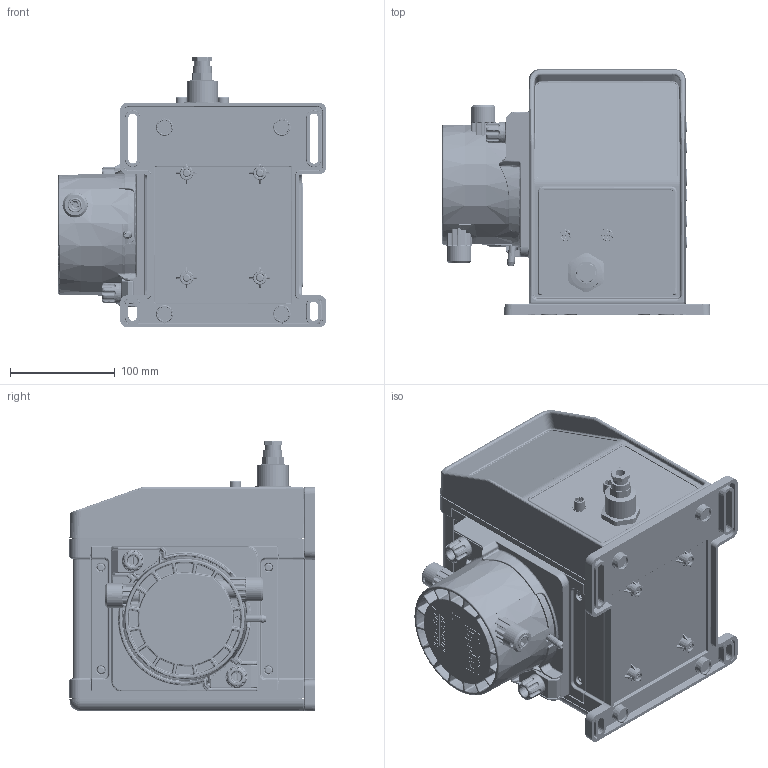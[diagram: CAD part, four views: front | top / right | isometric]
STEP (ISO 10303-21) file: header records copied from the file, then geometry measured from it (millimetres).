
FILE_DESCRIPTION(('Creo Elements/Direct Modeling STEP Export'),'2;1');
FILE_NAME('Qdos 30 LH.stp','2019-05-31T11:39:22',(''),(''),'PTC Creo Elements/Direct Modeling STEP processor for AP214 (Solid Model)','PTC Creo Elements/Direct Modeling 19.0C 15-Aug-2015 (C) Parametric Technology GmbH','');
FILE_SCHEMA(('AUTOMOTIVE_DESIGN { 1 0 10303 214 1 1 1 1 }'));
Products named in the file (3): QDOS30; OD0143; OD0145
Assembly tree (2 placements, depth 2):
  OD0145
    OD0143
    QDOS30
Bounding box: 256.35 x 234 x 258.47 mm (x, y, z)
Volume: 6901239.2 mm3; surface area: 405823.4 mm2
Topology: 6 solids, 14 shells, 6142 faces, 18260 edges, 12675 vertices
Faces by surface type: plane 2218, bspline 1750, cylinder 1251, torus 377, extrusion 266, cone 252, sphere 28
Entity records: 394695 total; most frequent: CARTESIAN_POINT 221009, ORIENTED_EDGE 39602, DIRECTION 23171, EDGE_CURVE 19780, VERTEX_POINT 13726, VECTOR 10303, LINE 9776, EDGE_LOOP 7404
